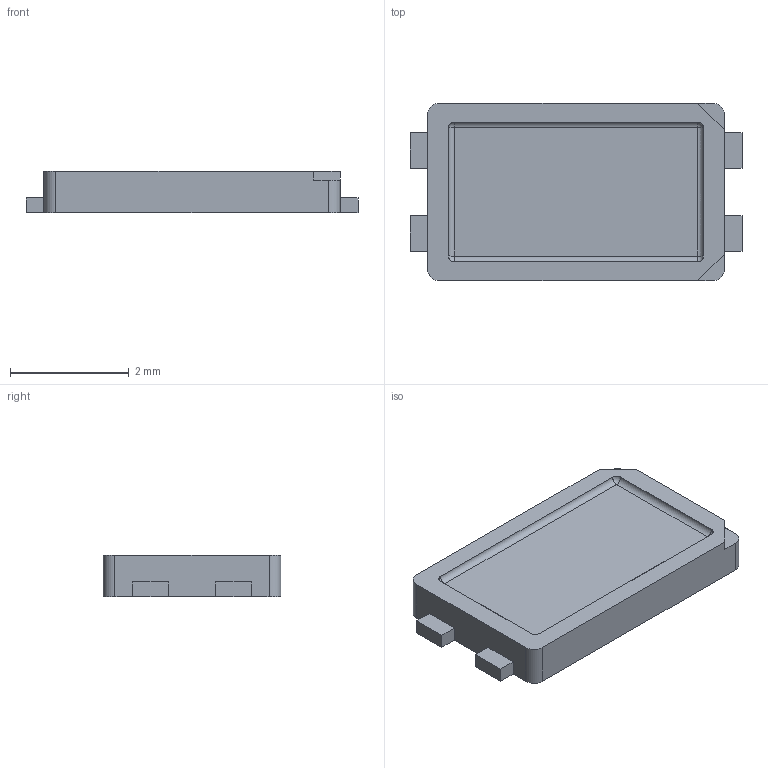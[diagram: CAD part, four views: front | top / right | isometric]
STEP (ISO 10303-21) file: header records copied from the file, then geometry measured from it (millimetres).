
FILE_DESCRIPTION(('HOOPS Exchange Step'),'2;1');
FILE_NAME('temp_export','2021-12-20T12:08:55+01:00',('mobile'),('Shapr3D Limited'),'HOOPS Exchange 2021.2','Shapr3D','Authorized');
FILE_SCHEMA( ('AP203_CONFIGURATION_CONTROLLED_3D_DESIGN_OF_MECHANICAL_PARTS_AND_ASSEMBLIES_MIM_LF') );
Length unit declared in the file: millimetre
Products named in the file (1): 85E32285-B095-4B37-B574-1F40864EF0D5.tmp
Bounding box: 5.6 x 3 x 0.7 mm (x, y, z)
Volume: 9.6 mm3; surface area: 43.6 mm2
Topology: 1 solids, 1 shells, 39 faces, 108 edges, 68 vertices
Faces by surface type: plane 27, cylinder 8, sphere 4
Entity records: 1269 total; most frequent: CARTESIAN_POINT 212, ORIENTED_EDGE 208, DIRECTION 204, EDGE_CURVE 104, VECTOR 84, LINE 84, VERTEX_POINT 68, AXIS2_PLACEMENT_3D 60
